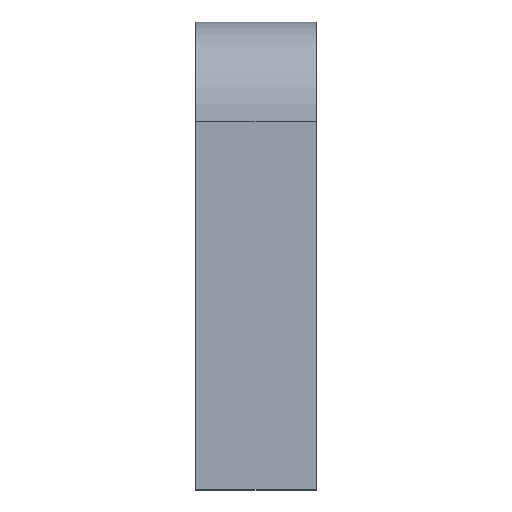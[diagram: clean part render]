
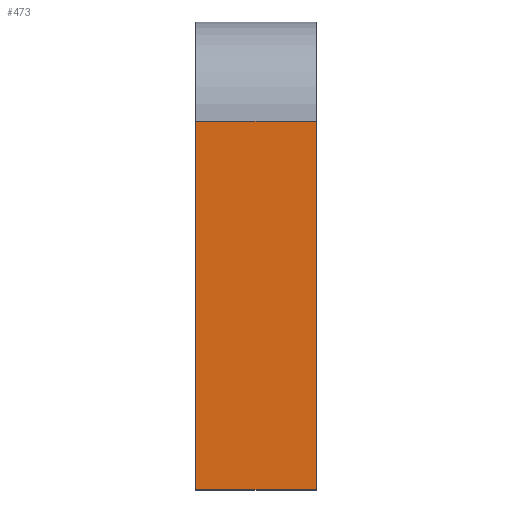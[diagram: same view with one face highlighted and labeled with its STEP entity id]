
A CAD part, left-side view. The second image highlights one B-rep face of the part: STEP entity #473.
In plain terms, the highlighted planar face has unit normal (-1, 0, 0).
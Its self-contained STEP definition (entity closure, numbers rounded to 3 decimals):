
#72 = LINE ( 'NONE', #472, #668 ) ;
#130 = ORIENTED_EDGE ( 'NONE', *, *, #638, .T. ) ;
#156 = EDGE_LOOP ( 'NONE', ( #330, #812, #759, #130 ) ) ;
#245 = CARTESIAN_POINT ( 'NONE',  ( -4.95, 3., -18.385 ) ) ;
#251 = AXIS2_PLACEMENT_3D ( 'NONE', #997, #507, #1311 ) ;
#255 = CARTESIAN_POINT ( 'NONE',  ( -4.95, -3., -18.385 ) ) ;
#287 = VERTEX_POINT ( 'NONE', #255 ) ;
#292 = VECTOR ( 'NONE', #862, 1000. ) ;
#309 = VECTOR ( 'NONE', #1113, 1000. ) ;
#330 = ORIENTED_EDGE ( 'NONE', *, *, #1084, .T. ) ;
#358 = CARTESIAN_POINT ( 'NONE',  ( -4.95, -3., 0. ) ) ;
#361 = DIRECTION ( 'NONE',  ( 0., 0., 1. ) ) ;
#405 = VERTEX_POINT ( 'NONE', #358 ) ;
#472 = CARTESIAN_POINT ( 'NONE',  ( -4.95, -3., 0. ) ) ;
#473 = ADVANCED_FACE ( 'NONE', ( #708 ), #597, .F. ) ;
#496 = LINE ( 'NONE', #1191, #650 ) ;
#501 = CARTESIAN_POINT ( 'NONE',  ( -4.95, 3., 0. ) ) ;
#507 = DIRECTION ( 'NONE',  ( 1., 0., 0. ) ) ;
#520 = LINE ( 'NONE', #245, #292 ) ;
#597 = PLANE ( 'NONE',  #251 ) ;
#638 = EDGE_CURVE ( 'NONE', #788, #287, #520, .T. ) ;
#650 = VECTOR ( 'NONE', #900, 1000. ) ;
#668 = VECTOR ( 'NONE', #361, 1000. ) ;
#704 = CARTESIAN_POINT ( 'NONE',  ( -4.95, 3., 0. ) ) ;
#708 = FACE_OUTER_BOUND ( 'NONE', #156, .T. ) ;
#717 = EDGE_CURVE ( 'NONE', #1103, #405, #496, .T. ) ;
#759 = ORIENTED_EDGE ( 'NONE', *, *, #1210, .F. ) ;
#788 = VERTEX_POINT ( 'NONE', #1211 ) ;
#812 = ORIENTED_EDGE ( 'NONE', *, *, #717, .F. ) ;
#862 = DIRECTION ( 'NONE',  ( 0., -1., 0. ) ) ;
#900 = DIRECTION ( 'NONE',  ( 0., -1., 0. ) ) ;
#997 = CARTESIAN_POINT ( 'NONE',  ( -4.95, 3., 0. ) ) ;
#1005 = LINE ( 'NONE', #704, #309 ) ;
#1084 = EDGE_CURVE ( 'NONE', #287, #405, #72, .T. ) ;
#1103 = VERTEX_POINT ( 'NONE', #501 ) ;
#1113 = DIRECTION ( 'NONE',  ( 0., 0., 1. ) ) ;
#1191 = CARTESIAN_POINT ( 'NONE',  ( -4.95, 3., 0. ) ) ;
#1210 = EDGE_CURVE ( 'NONE', #788, #1103, #1005, .T. ) ;
#1211 = CARTESIAN_POINT ( 'NONE',  ( -4.95, 3., -18.385 ) ) ;
#1311 = DIRECTION ( 'NONE',  ( 0., 0., -1. ) ) ;
